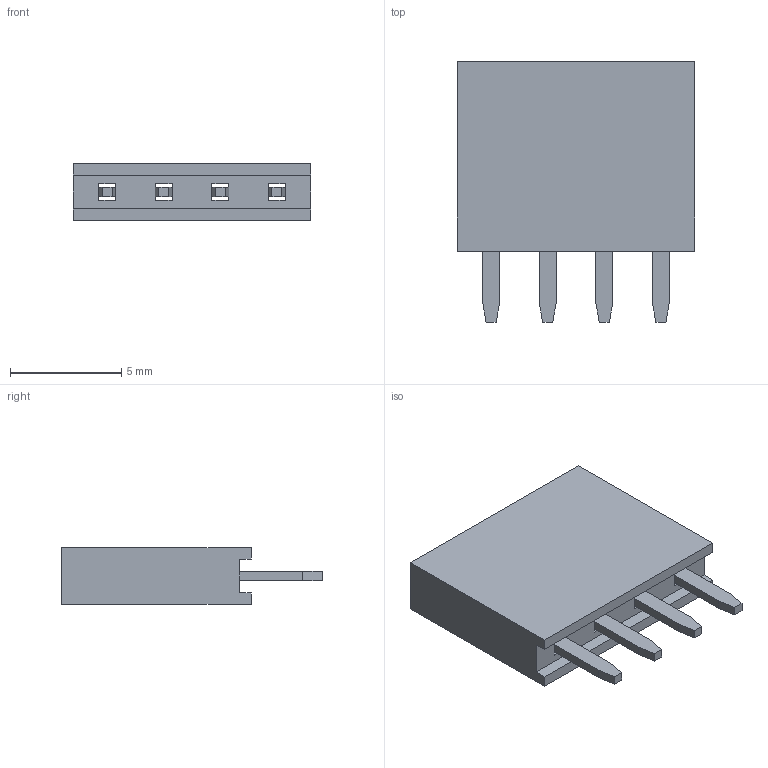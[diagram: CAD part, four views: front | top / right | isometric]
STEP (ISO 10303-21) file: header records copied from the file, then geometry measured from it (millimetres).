
FILE_DESCRIPTION (( 'STEP AP214' ), '1' );
FILE_NAME ('PPTC041LFBN-RC.STEP', '2022-03-14T22:02:37', ( '' ), ( '' ), 'SwSTEP 2.0', 'SolidWorks 2017', '' );
FILE_SCHEMA (( 'AUTOMOTIVE_DESIGN' ));
Length unit declared in the file: inch
Products named in the file (1): PPTC041LFBN-RC
Bounding box: 10.67 x 11.71 x 2.54 mm (x, y, z)
Volume: 211.7 mm3; surface area: 476.5 mm2
Topology: 5 solids, 5 shells, 102 faces, 260 edges, 168 vertices
Faces by surface type: plane 78, cylinder 24
Entity records: 3690 total; most frequent: CARTESIAN_POINT 531, ORIENTED_EDGE 520, DIRECTION 514, EDGE_CURVE 260, VECTOR 212, LINE 212, VERTEX_POINT 168, AXIS2_PLACEMENT_3D 151
